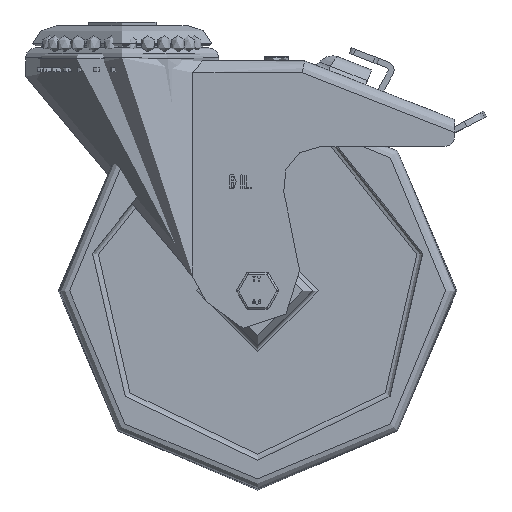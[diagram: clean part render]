
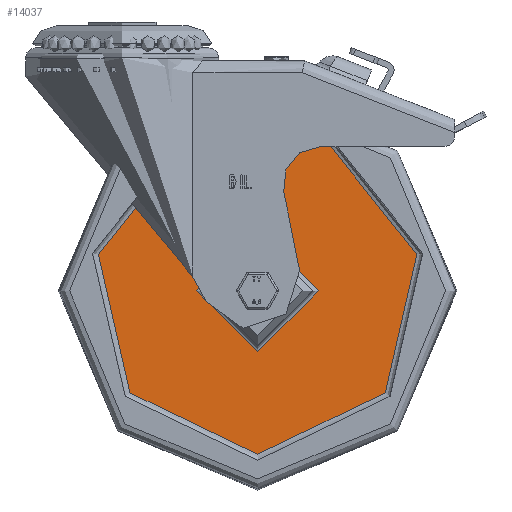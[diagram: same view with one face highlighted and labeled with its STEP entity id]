
A CAD part, front view. The second image highlights one B-rep face of the part: STEP entity #14037.
In plain terms, the highlighted planar face has unit normal (0, -1, 0).
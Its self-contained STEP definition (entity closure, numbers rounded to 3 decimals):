
#560=FACE_BOUND('',#4998,.T.);
#833=PLANE('',#15568);
#4150=FACE_OUTER_BOUND('',#4997,.T.);
#4997=EDGE_LOOP('',(#11906));
#4998=EDGE_LOOP('',(#11907));
#5783=CIRCLE('',#15567,30.5);
#5784=CIRCLE('',#15569,82.);
#6868=VERTEX_POINT('',#27085);
#6869=VERTEX_POINT('',#27089);
#8612=EDGE_CURVE('',#6868,#6868,#5783,.T.);
#8613=EDGE_CURVE('',#6869,#6869,#5784,.T.);
#11906=ORIENTED_EDGE('',*,*,#8613,.F.);
#11907=ORIENTED_EDGE('',*,*,#8612,.T.);
#14037=ADVANCED_FACE('',(#4150,#560),#833,.T.);
#15567=AXIS2_PLACEMENT_3D('',#27087,#18758,#18759);
#15568=AXIS2_PLACEMENT_3D('',#27088,#18760,#18761);
#15569=AXIS2_PLACEMENT_3D('',#27090,#18762,#18763);
#18758=DIRECTION('center_axis',(0.,1.,0.));
#18759=DIRECTION('ref_axis',(1.,0.,0.));
#18760=DIRECTION('center_axis',(0.,-1.,0.));
#18761=DIRECTION('ref_axis',(0.,0.,-1.));
#18762=DIRECTION('center_axis',(0.,1.,0.));
#18763=DIRECTION('ref_axis',(1.,0.,0.));
#27085=CARTESIAN_POINT('',(0.,-5.5,-30.5));
#27087=CARTESIAN_POINT('Origin',(0.,-5.5,0.));
#27088=CARTESIAN_POINT('Origin',(0.,-5.5,82.));
#27089=CARTESIAN_POINT('',(0.,-5.5,-82.));
#27090=CARTESIAN_POINT('Origin',(0.,-5.5,0.));
